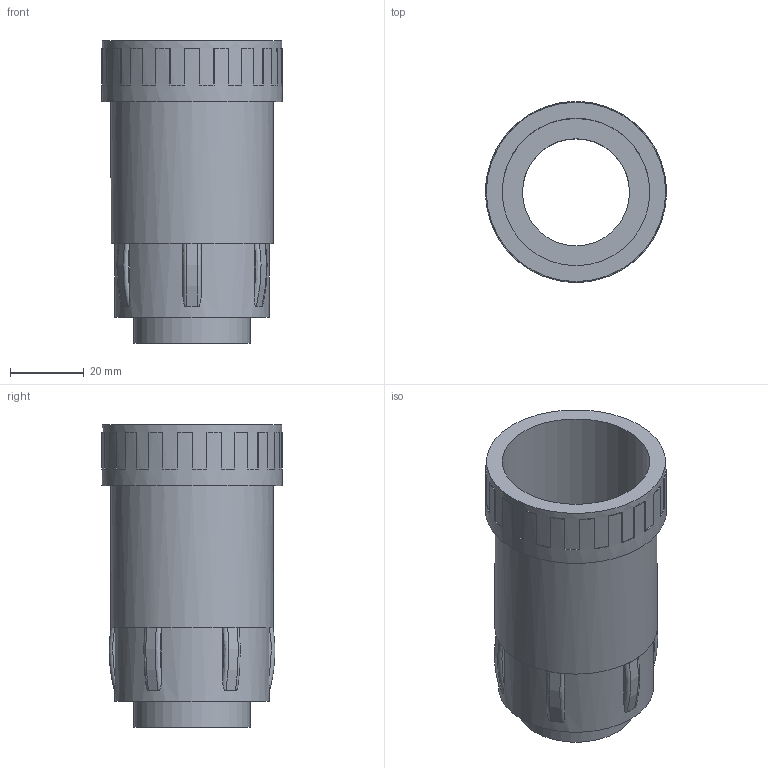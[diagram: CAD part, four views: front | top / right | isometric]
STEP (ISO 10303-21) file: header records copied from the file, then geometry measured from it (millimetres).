
FILE_DESCRIPTION (( 'STEP AP203' ), '1' );
FILE_NAME ('CTA10D-GS40-K41-015 Ìóôòà òðóáà 40 - òðóáà àðìèðîâàííàÿ 40. IP65 GS40 ÈÝÊ.STEP', '2016-07-04T13:53:14', ( '' ), ( '' ), 'SwSTEP 2.0', 'SolidWorks 2014', '' );
FILE_SCHEMA (( 'CONFIG_CONTROL_DESIGN' ));
Length unit declared in the file: millimetre
Products named in the file (1): CTA10D-GS40-K41-015 Ìóôòà òðóáà 40 - òðóáà àðìèðîâàííàÿ 40. IP65 GS40 ÈÝÊ
Bounding box: 49 x 49 x 82 mm (x, y, z)
Volume: 26780.3 mm3; surface area: 27428.7 mm2
Topology: 1 solids, 1 shells, 150 faces, 409 edges, 265 vertices
Faces by surface type: plane 124, cylinder 14, torus 12
Full cylindrical faces by diameter (mm): 29 x1, 31.5 x1, 40 x2, 42 x1, 44 x1, 48.6 x1, 49 x1
Entity records: 4909 total; most frequent: CARTESIAN_POINT 1059, DIRECTION 798, ORIENTED_EDGE 792, EDGE_CURVE 396, AXIS2_PLACEMENT_3D 299, VERTEX_POINT 260, LINE 200, VECTOR 200
